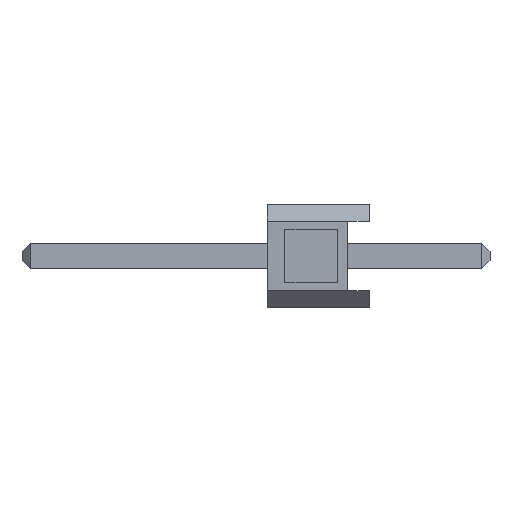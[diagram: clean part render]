
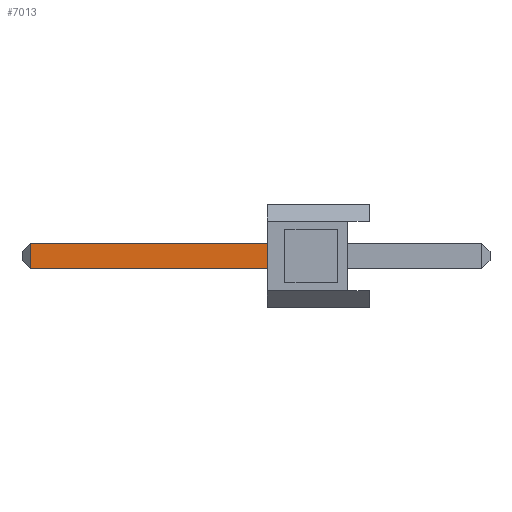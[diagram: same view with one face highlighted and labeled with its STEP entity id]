
A CAD part, left-side view. The second image highlights one B-rep face of the part: STEP entity #7013.
In plain terms, the highlighted planar face has unit normal (-1, 0, 0).
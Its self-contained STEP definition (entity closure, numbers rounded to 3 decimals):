
#1121 = ORIENTED_EDGE ( 'NONE', *, *, #2440, .T. ) ;
#1767 = CARTESIAN_POINT ( 'NONE',  ( -0.32, 2.54, 0. ) ) ;
#2078 = DIRECTION ( 'NONE',  ( 0., 1., 0. ) ) ;
#2094 = CARTESIAN_POINT ( 'NONE',  ( -0.32, 8.44, -0.32 ) ) ;
#2440 = EDGE_CURVE ( 'NONE', #12042, #7934, #7639, .T. ) ;
#3580 = VECTOR ( 'NONE', #4559, 1000. ) ;
#3913 = AXIS2_PLACEMENT_3D ( 'NONE', #13372, #13257, #8226 ) ;
#4454 = LINE ( 'NONE', #1767, #15883 ) ;
#4559 = DIRECTION ( 'NONE',  ( 0., 0., -1. ) ) ;
#4718 = EDGE_CURVE ( 'NONE', #7316, #8866, #4454, .T. ) ;
#5257 = DIRECTION ( 'NONE',  ( 0., 1., 0. ) ) ;
#5515 = CARTESIAN_POINT ( 'NONE',  ( -0.32, 8.44, 0.32 ) ) ;
#5746 = VECTOR ( 'NONE', #2078, 1000. ) ;
#5755 = PLANE ( 'NONE',  #3913 ) ;
#6247 = EDGE_CURVE ( 'NONE', #7316, #12042, #11261, .T. ) ;
#7013 = ADVANCED_FACE ( 'NONE', ( #7661 ), #5755, .T. ) ;
#7195 = CARTESIAN_POINT ( 'NONE',  ( -0.32, 8.44, -0.32 ) ) ;
#7316 = VERTEX_POINT ( 'NONE', #12601 ) ;
#7456 = CARTESIAN_POINT ( 'NONE',  ( -0.32, -3., 0.32 ) ) ;
#7639 = LINE ( 'NONE', #2094, #3580 ) ;
#7661 = FACE_OUTER_BOUND ( 'NONE', #11944, .T. ) ;
#7934 = VERTEX_POINT ( 'NONE', #7195 ) ;
#8226 = DIRECTION ( 'NONE',  ( 0., 0., 1. ) ) ;
#8245 = CARTESIAN_POINT ( 'NONE',  ( -0.32, -3., -0.32 ) ) ;
#8341 = VECTOR ( 'NONE', #5257, 1000. ) ;
#8866 = VERTEX_POINT ( 'NONE', #12609 ) ;
#8875 = ORIENTED_EDGE ( 'NONE', *, *, #6247, .T. ) ;
#10452 = EDGE_CURVE ( 'NONE', #8866, #7934, #11354, .T. ) ;
#10603 = ORIENTED_EDGE ( 'NONE', *, *, #10452, .F. ) ;
#11261 = LINE ( 'NONE', #7456, #8341 ) ;
#11354 = LINE ( 'NONE', #8245, #5746 ) ;
#11384 = ORIENTED_EDGE ( 'NONE', *, *, #4718, .F. ) ;
#11944 = EDGE_LOOP ( 'NONE', ( #8875, #1121, #10603, #11384 ) ) ;
#12042 = VERTEX_POINT ( 'NONE', #5515 ) ;
#12601 = CARTESIAN_POINT ( 'NONE',  ( -0.32, 2.54, 0.32 ) ) ;
#12609 = CARTESIAN_POINT ( 'NONE',  ( -0.32, 2.54, -0.32 ) ) ;
#13257 = DIRECTION ( 'NONE',  ( -1., 0., 0. ) ) ;
#13372 = CARTESIAN_POINT ( 'NONE',  ( -0.32, -3., -0.32 ) ) ;
#13956 = DIRECTION ( 'NONE',  ( 0., 0., -1. ) ) ;
#15883 = VECTOR ( 'NONE', #13956, 1000. ) ;
